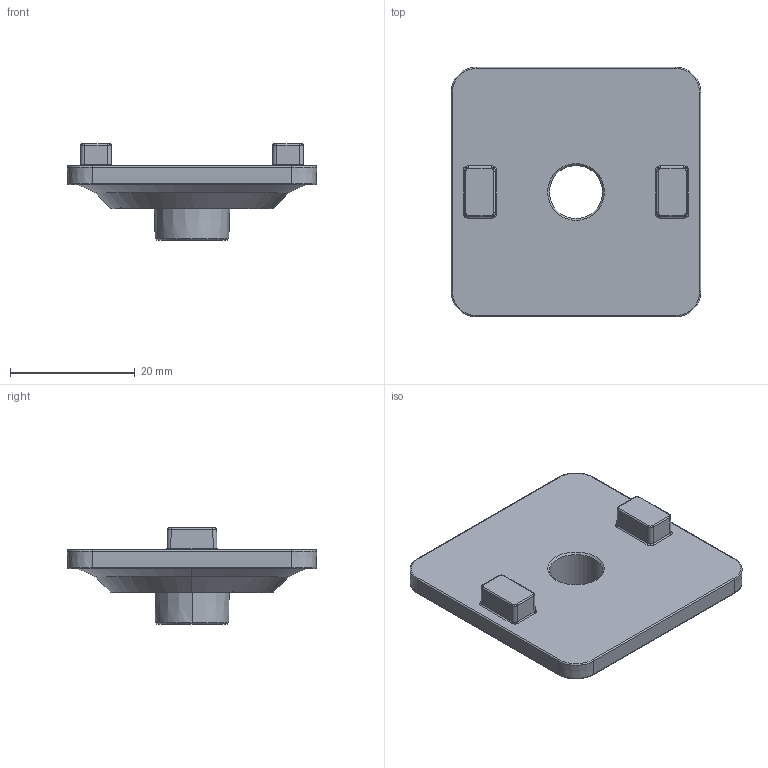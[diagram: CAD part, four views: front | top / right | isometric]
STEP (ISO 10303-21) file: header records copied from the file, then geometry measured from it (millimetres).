
FILE_DESCRIPTION (( 'STEP AP214' ), '1' );
FILE_NAME ('7428010', '2019-01-30T09:35:05', ( '' ), ('JUGARD+KÜNSTNER GmbH'), 'SwSTEP 2.0', 'SolidWorks 2017', '' );
FILE_SCHEMA (( 'AUTOMOTIVE_DESIGN' ));
Length unit declared in the file: millimetre
Products named in the file (1): 7428010
Bounding box: 39.99 x 39.99 x 15.4 mm (x, y, z)
Volume: 6483.2 mm3; surface area: 4699.2 mm2
Topology: 1 solids, 1 shells, 200 faces, 453 edges, 251 vertices
Faces by surface type: bspline 101, cylinder 53, plane 30, cone 16
Entity records: 6971 total; most frequent: CARTESIAN_POINT 3073, ORIENTED_EDGE 890, DIRECTION 709, EDGE_CURVE 445, AXIS2_PLACEMENT_3D 287, VERTEX_POINT 251, EDGE_LOOP 206, FACE_OUTER_BOUND 200
